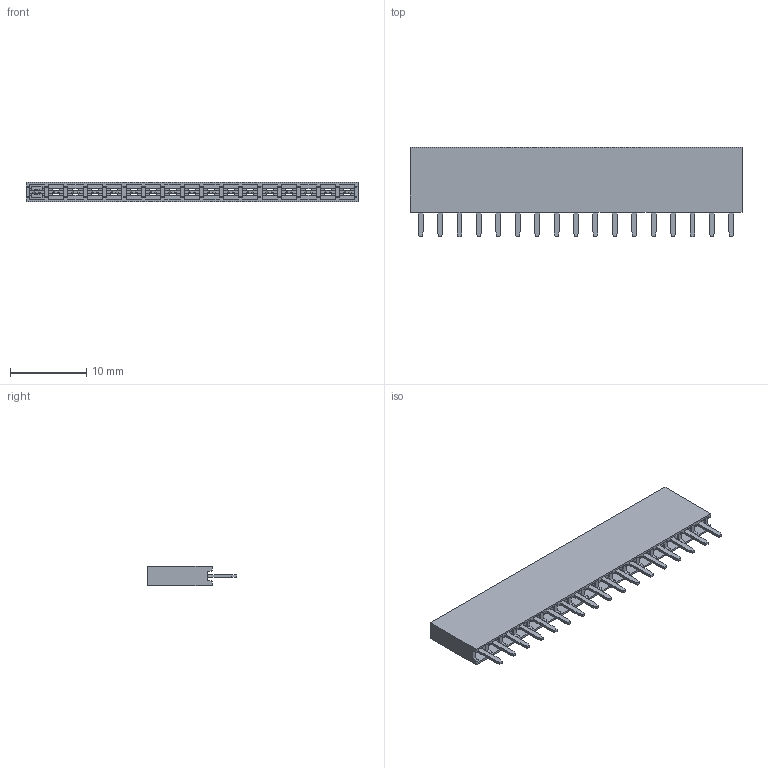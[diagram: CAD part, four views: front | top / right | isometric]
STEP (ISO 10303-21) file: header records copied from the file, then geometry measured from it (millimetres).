
FILE_DESCRIPTION(('STEP AP214'),'1');
FILE_NAME('female_header_a-bl254-eg-g17d.stp','2015-07-24T17:20:32',('TraceParts'),('TraceParts S.A.'),'Spatial InterOp 3D',' ',' ');
FILE_SCHEMA(('automotive_design'));
Length unit declared in the file: millimetre
Products named in the file (1): 1
Bounding box: 43.43 x 11.7 x 2.5 mm (x, y, z)
Volume: 400.5 mm3; surface area: 2250.4 mm2
Topology: 1 solids, 1 shells, 583 faces, 1656 edges, 1060 vertices
Faces by surface type: plane 513, cylinder 70
Entity records: 23310 total; most frequent: ORIENTED_EDGE 3312, CARTESIAN_POINT 3300, DIRECTION 2964, EDGE_CURVE 1656, LINE 1516, VECTOR 1516, VERTEX_POINT 1060, AXIS2_PLACEMENT_3D 724
